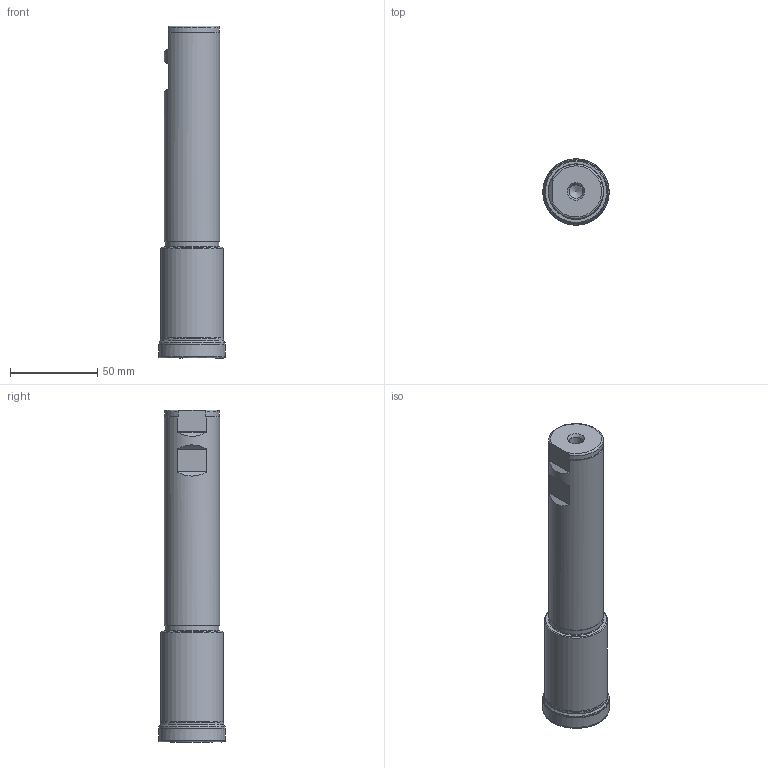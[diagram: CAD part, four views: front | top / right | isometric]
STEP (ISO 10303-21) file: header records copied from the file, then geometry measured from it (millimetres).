
FILE_DESCRIPTION(/* description */ (''),/* implementation_level */ '2;1');
FILE_NAME(/* name */ 'E-Catalogue_E90-WN08-D150Z4W125-L750I.stp',/* time_stamp */ '2023-10-30T10:39:00+09:00',/* author */ (''),/* organization */ (''),/* preprocessor_version */ 'ST-DEVELOPER v16',/* originating_system */ 'SIEMENS PLM Software NX 10.0',/* authorisation */ '');
FILE_SCHEMA (('AP203_CONFIGURATION_CONTROLLED_3D_DESIGN_OF_MECHANICAL_PARTS_AND_ASSEMBLIES_MIM_LF { 1 0 10303 403 2 1 2}'));
Length unit declared in the file: millimetre
Products named in the file (1): 10223F5CCA8Abc35
Bounding box: 38.1 x 38.1 x 190.5 mm (x, y, z)
Volume: 153134 mm3; surface area: 29663.1 mm2
Topology: 1 solids, 6 shells, 68 faces, 209 edges, 190 vertices
Faces by surface type: revolution 40, plane 9, cylinder 8, cone 4, torus 4, bspline 3
Full cylindrical faces by diameter (mm): 8 x1, 30.95 x1, 31.75 x1, 36.1 x1
Entity records: 2475 total; most frequent: CARTESIAN_POINT 1138, DIRECTION 228, ORIENTED_EDGE 168, EDGE_LOOP 122, FACE_BOUND 111, AXIS2_PLACEMENT_3D 85, EDGE_CURVE 84, B_SPLINE_CURVE_WITH_KNOTS 80
